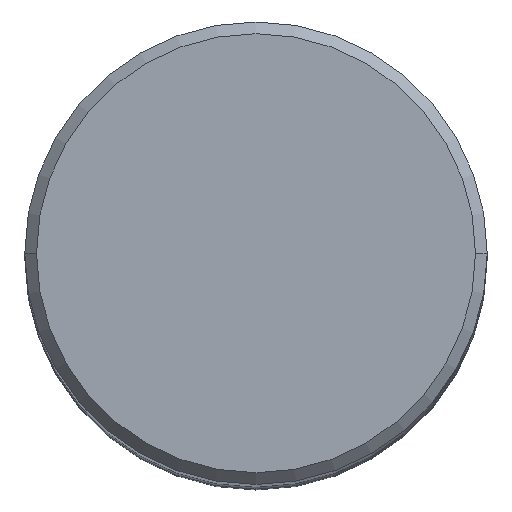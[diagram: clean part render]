
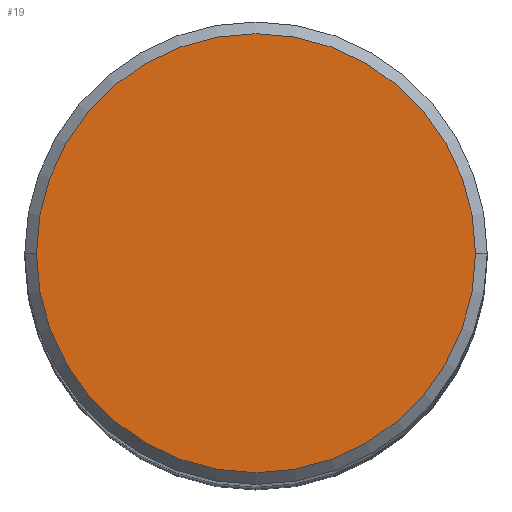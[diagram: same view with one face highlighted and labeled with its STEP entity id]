
A CAD part, top view. The second image highlights one B-rep face of the part: STEP entity #19.
In plain terms, the highlighted planar face has unit normal (0, 0, 1).
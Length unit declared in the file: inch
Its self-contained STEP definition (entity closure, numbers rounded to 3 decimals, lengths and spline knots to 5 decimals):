
#1 = AXIS2_PLACEMENT_3D ( 'NONE', #375, #271, #474 ) ;
#18 = CARTESIAN_POINT ( 'NONE',  ( 0., 0., 0. ) ) ;
#19 = ADVANCED_FACE ( 'NONE', ( #399 ), #501, .F. ) ;
#24 = EDGE_CURVE ( 'NONE', #26, #469, #70, .T. ) ;
#26 = VERTEX_POINT ( 'NONE', #142 ) ;
#70 = CIRCLE ( 'NONE', #466, 0.3737 ) ;
#74 = ORIENTED_EDGE ( 'NONE', *, *, #24, .T. ) ;
#116 = DIRECTION ( 'NONE',  ( 1., 0., 0. ) ) ;
#118 = EDGE_CURVE ( 'NONE', #469, #26, #415, .T. ) ;
#138 = CARTESIAN_POINT ( 'NONE',  ( 0., 0., 0. ) ) ;
#142 = CARTESIAN_POINT ( 'NONE',  ( -0.3737, 0., 0. ) ) ;
#183 = DIRECTION ( 'NONE',  ( 0., 0., 1. ) ) ;
#256 = ORIENTED_EDGE ( 'NONE', *, *, #118, .T. ) ;
#271 = DIRECTION ( 'NONE',  ( 0., 0., -1. ) ) ;
#296 = DIRECTION ( 'NONE',  ( 1., 0., 0. ) ) ;
#375 = CARTESIAN_POINT ( 'NONE',  ( 0., 0.3737, 0. ) ) ;
#399 = FACE_OUTER_BOUND ( 'NONE', #524, .T. ) ;
#415 = CIRCLE ( 'NONE', #467, 0.3737 ) ;
#441 = CARTESIAN_POINT ( 'NONE',  ( 0.3737, 0., 0. ) ) ;
#466 = AXIS2_PLACEMENT_3D ( 'NONE', #18, #528, #116 ) ;
#467 = AXIS2_PLACEMENT_3D ( 'NONE', #138, #183, #296 ) ;
#469 = VERTEX_POINT ( 'NONE', #441 ) ;
#474 = DIRECTION ( 'NONE',  ( -1., 0., 0. ) ) ;
#501 = PLANE ( 'NONE',  #1 ) ;
#524 = EDGE_LOOP ( 'NONE', ( #74, #256 ) ) ;
#528 = DIRECTION ( 'NONE',  ( 0., 0., 1. ) ) ;
